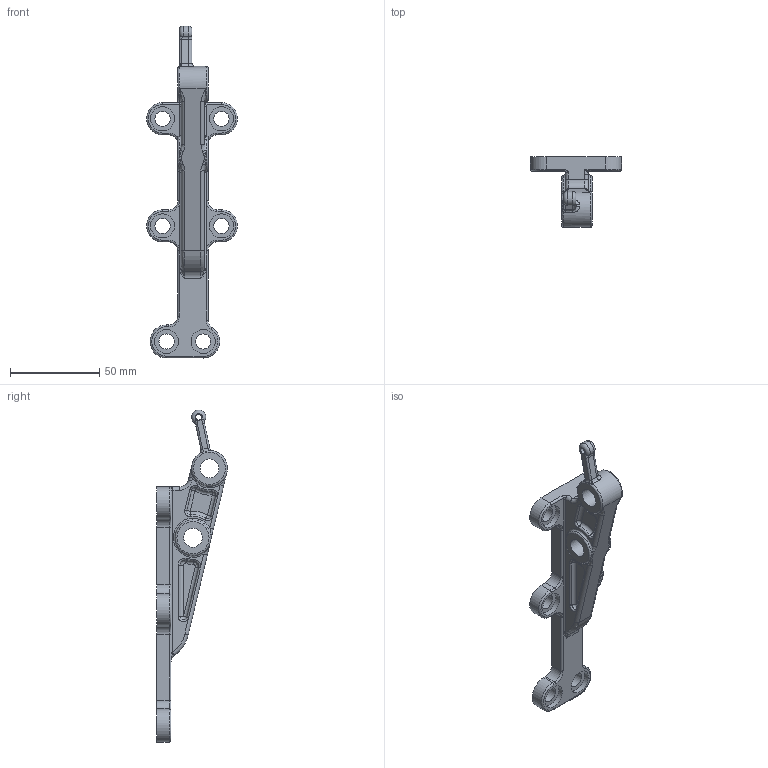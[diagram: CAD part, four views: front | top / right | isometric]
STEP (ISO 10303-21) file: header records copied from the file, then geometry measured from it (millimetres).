
FILE_DESCRIPTION(('STEP AP214'),'1');
FILE_NAME('acroche petit (Miroir).stp','2018-02-07T11:18:05',(' '),(' '),'Spatial InterOp 3D',' ',' ');
FILE_SCHEMA(('automotive_design'));
Length unit declared in the file: millimetre
Products named in the file (1): acroche petit (Miroir)
Bounding box: 51 x 39.57 x 186 mm (x, y, z)
Volume: 51368.5 mm3; surface area: 18832.2 mm2
Topology: 1 solids, 1 shells, 232 faces, 556 edges, 306 vertices
Faces by surface type: cylinder 82, torus 60, plane 41, bspline 38, sphere 10, extrusion 1
Full cylindrical faces by diameter (mm): 3.3 x1, 8.5 x6, 10.5 x2, 13.5 x6
Entity records: 12286 total; most frequent: CARTESIAN_POINT 5403, DIRECTION 1095, ORIENTED_EDGE 1010, EDGE_CURVE 505, AXIS2_PLACEMENT_3D 477, VERTEX_POINT 300, CIRCLE 283, EDGE_LOOP 275
